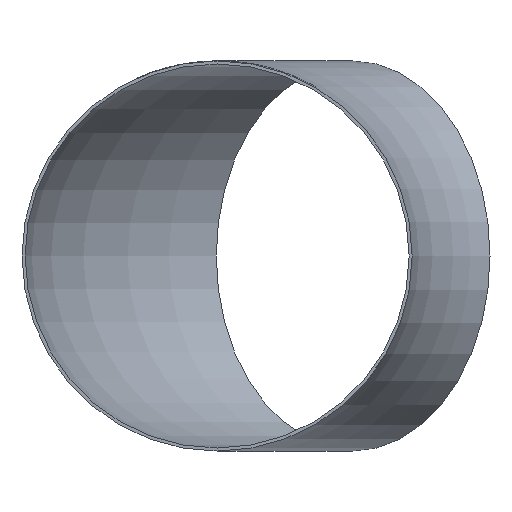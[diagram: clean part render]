
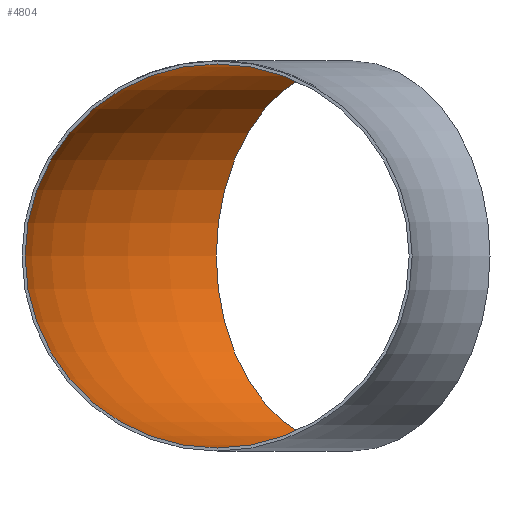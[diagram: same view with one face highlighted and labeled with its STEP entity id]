
A CAD part, front view. The second image highlights one B-rep face of the part: STEP entity #4804.
In plain terms, the highlighted toroidal (fillet/blend) face has major radius 600 mm and minor radius 250 mm.
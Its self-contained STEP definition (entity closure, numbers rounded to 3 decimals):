
#206 = CARTESIAN_POINT ( 'NONE',  ( -600., 0., 250. ) ) ;
#1876 = DIRECTION ( 'NONE',  ( 0., 0., 1. ) ) ;
#4804 = ADVANCED_FACE ( 'NONE', ( #28369, #20575 ), #19918, .F. ) ;
#6506 = EDGE_CURVE ( 'NONE', #18011, #18011, #20567, .T. ) ;
#7677 = EDGE_LOOP ( 'NONE', ( #14200 ) ) ;
#8147 = EDGE_CURVE ( 'NONE', #12950, #12950, #17903, .T. ) ;
#8201 = CARTESIAN_POINT ( 'NONE',  ( -601.041, 601.041, 0. ) ) ;
#9951 = DIRECTION ( 'NONE',  ( -1., 0., 0. ) ) ;
#10952 = CARTESIAN_POINT ( 'NONE',  ( -424.264, 424.264, 0. ) ) ;
#12950 = VERTEX_POINT ( 'NONE', #8201 ) ;
#14200 = ORIENTED_EDGE ( 'NONE', *, *, #6506, .F. ) ;
#14775 = CARTESIAN_POINT ( 'NONE',  ( -600., 0., 0. ) ) ;
#15276 = DIRECTION ( 'NONE',  ( 0., 1., 0. ) ) ;
#15530 = CARTESIAN_POINT ( 'NONE',  ( 0., 0., 0. ) ) ;
#17903 = CIRCLE ( 'NONE', #29268, 250. ) ;
#18011 = VERTEX_POINT ( 'NONE', #206 ) ;
#19918 = TOROIDAL_SURFACE ( 'NONE', #26959, 600., 250. ) ;
#20567 = CIRCLE ( 'NONE', #25997, 250. ) ;
#20575 = FACE_OUTER_BOUND ( 'NONE', #7677, .T. ) ;
#21253 = DIRECTION ( 'NONE',  ( -0.707, 0.707, 0. ) ) ;
#22501 = ORIENTED_EDGE ( 'NONE', *, *, #8147, .T. ) ;
#22965 = DIRECTION ( 'NONE',  ( 0., 0., -1. ) ) ;
#24306 = DIRECTION ( 'NONE',  ( 0.707, 0.707, 0. ) ) ;
#25997 = AXIS2_PLACEMENT_3D ( 'NONE', #14775, #15276, #1876 ) ;
#26959 = AXIS2_PLACEMENT_3D ( 'NONE', #15530, #22965, #9951 ) ;
#28369 = FACE_OUTER_BOUND ( 'NONE', #29335, .T. ) ;
#29268 = AXIS2_PLACEMENT_3D ( 'NONE', #10952, #24306, #21253 ) ;
#29335 = EDGE_LOOP ( 'NONE', ( #22501 ) ) ;
